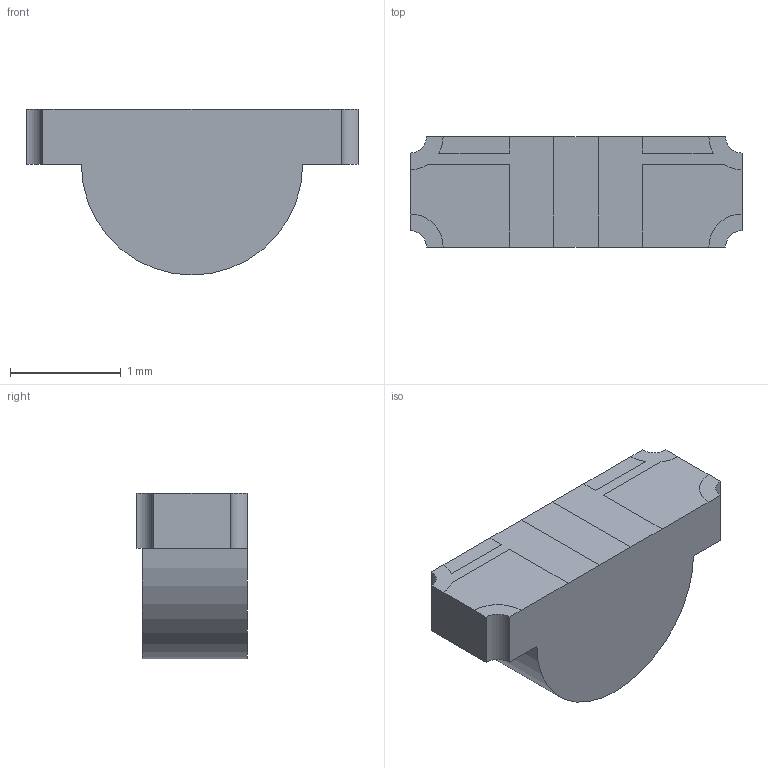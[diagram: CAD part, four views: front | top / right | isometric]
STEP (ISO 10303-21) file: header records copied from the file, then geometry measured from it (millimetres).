
FILE_DESCRIPTION (( 'STEP AP214' ), '1' );
FILE_NAME ('LED SMD SIDE 3 Colors V1.STEP', '2014-06-18T12:10:54', ( 'Master' ), ( '' ), 'SwSTEP 2.0', 'SolidWorks 2013', '' );
FILE_SCHEMA (( 'AUTOMOTIVE_DESIGN' ));
Length unit declared in the file: millimetre
Products named in the file (1): LED SMD SIDE 3 Colors V1
Bounding box: 3 x 1 x 1.5 mm (x, y, z)
Volume: 3 mm3; surface area: 14 mm2
Topology: 1 solids, 1 shells, 21 faces, 65 edges, 46 vertices
Faces by surface type: plane 15, cylinder 6
Entity records: 896 total; most frequent: CARTESIAN_POINT 133, ORIENTED_EDGE 130, DIRECTION 127, EDGE_CURVE 65, VECTOR 47, LINE 47, VERTEX_POINT 46, AXIS2_PLACEMENT_3D 40
